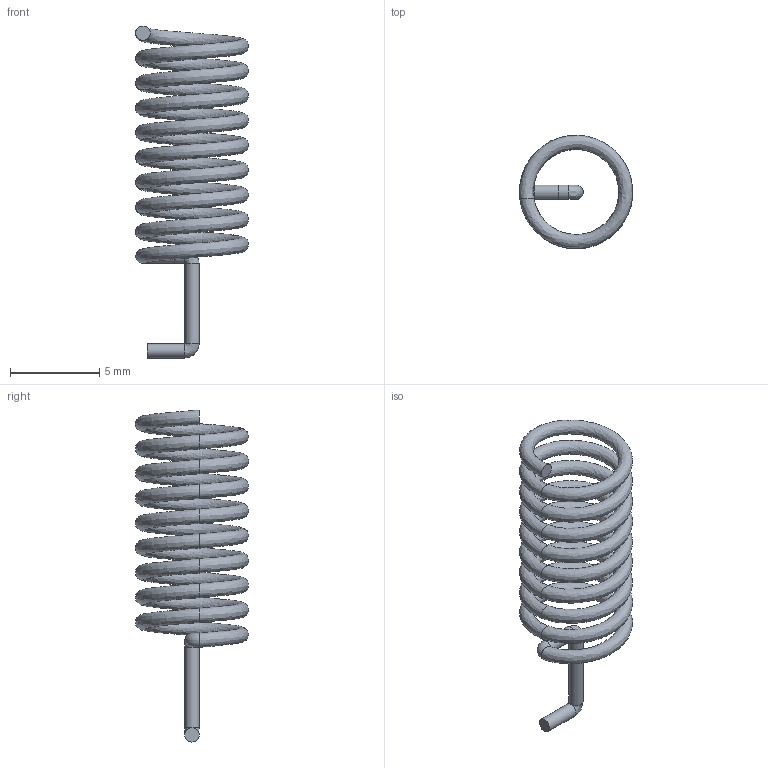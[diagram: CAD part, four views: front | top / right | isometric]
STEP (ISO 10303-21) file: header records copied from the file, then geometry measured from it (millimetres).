
FILE_DESCRIPTION(('FreeCAD Model'),'2;1');
FILE_NAME('Open CASCADE Shape Model','2024-06-17T08:20:40',( 'kicad StepUp'),('ksu MCAD'),'Open CASCADE STEP processor 7.6', 'FreeCAD','Unknown');
FILE_SCHEMA(('AUTOMOTIVE_DESIGN { 1 0 10303 214 1 1 1 1 }'));
Length unit declared in the file: millimetre
Products named in the file (1): Antenna915MHzSimpleCoil
Bounding box: 6.34 x 6.35 x 18.6 mm (x, y, z)
Volume: 83.4 mm3; surface area: 420.8 mm2
Topology: 1 solids, 1 shells, 21 faces, 43 edges, 24 vertices
Faces by surface type: bspline 11, cylinder 4, plane 3, revolution 3
Full cylindrical faces by diameter (mm): 0.8 x4
Entity records: 3751 total; most frequent: CARTESIAN_POINT 3373, ORIENTED_EDGE 86, DIRECTION 63, EDGE_CURVE 43, AXIS2_PLACEMENT_3D 28, VERTEX_POINT 24, ADVANCED_FACE 21, FACE_BOUND 21
